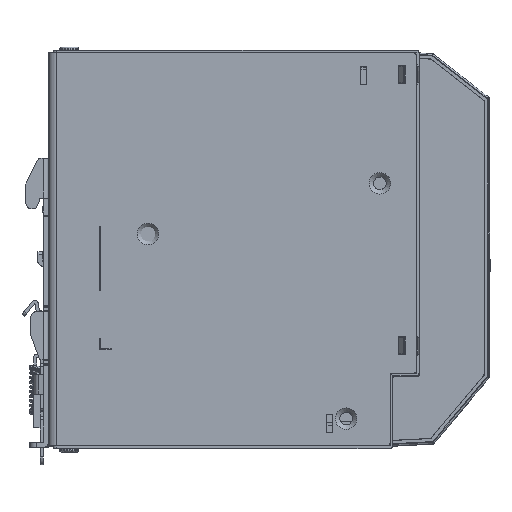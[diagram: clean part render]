
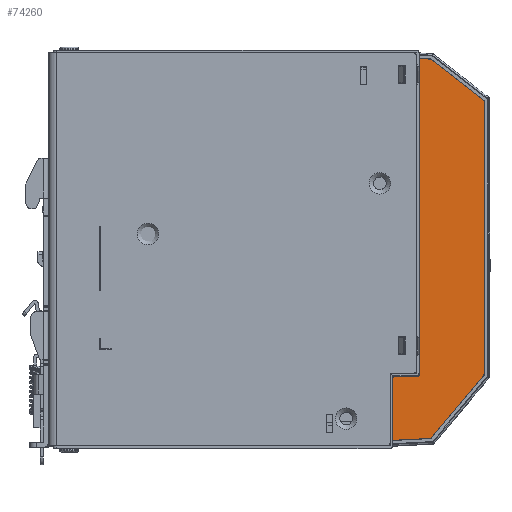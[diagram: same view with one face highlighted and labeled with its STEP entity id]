
A CAD part, top view. The second image highlights one B-rep face of the part: STEP entity #74260.
In plain terms, the highlighted planar face has unit normal (0, 0, 1).
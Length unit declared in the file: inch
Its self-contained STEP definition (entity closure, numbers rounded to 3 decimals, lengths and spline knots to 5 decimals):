
#802 = CARTESIAN_POINT ( 'NONE',  ( 4.22835, 0.79134, 0.00787 ) ) ;
#1153 = CARTESIAN_POINT ( 'NONE',  ( 5.32899, 0.81887, 0.00787 ) ) ;
#1620 = EDGE_CURVE ( 'NONE', #39572, #106394, #47970, .T. ) ;
#2548 = CARTESIAN_POINT ( 'NONE',  ( 4.68259, 0.04026, 0.00787 ) ) ;
#3627 = ORIENTED_EDGE ( 'NONE', *, *, #106036, .T. ) ;
#3830 = DIRECTION ( 'NONE',  ( 0., 0., 1. ) ) ;
#4539 = EDGE_CURVE ( 'NONE', #5623, #85572, #66670, .T. ) ;
#5623 = VERTEX_POINT ( 'NONE', #74051 ) ;
#6252 = DIRECTION ( 'NONE',  ( 0., 0., 1. ) ) ;
#8123 = CIRCLE ( 'NONE', #108250, 0.01796 ) ;
#9324 = DIRECTION ( 'NONE',  ( 1., 0., 0. ) ) ;
#10368 = DIRECTION ( 'NONE',  ( 0., 0., -1. ) ) ;
#10494 = DIRECTION ( 'NONE',  ( 0., 1., 0. ) ) ;
#10975 = VECTOR ( 'NONE', #73377, 39.37008 ) ;
#11937 = CARTESIAN_POINT ( 'NONE',  ( 4.67968, 4.6801, 0.00787 ) ) ;
#12115 = ORIENTED_EDGE ( 'NONE', *, *, #21290, .T. ) ;
#13538 = LINE ( 'NONE', #14646, #84021 ) ;
#13567 = DIRECTION ( 'NONE',  ( -1., 0., 0. ) ) ;
#13688 = CARTESIAN_POINT ( 'NONE',  ( 5.32899, 4.1663, 0.00787 ) ) ;
#14323 = DIRECTION ( 'NONE',  ( 0., 0., 1. ) ) ;
#14560 = CARTESIAN_POINT ( 'NONE',  ( 4.5315, 4.75984, 0.00787 ) ) ;
#14646 = CARTESIAN_POINT ( 'NONE',  ( 5.32205, 4.18048, 0.00787 ) ) ;
#14871 = DIRECTION ( 'NONE',  ( -1., 0., 0. ) ) ;
#18145 = VERTEX_POINT ( 'NONE', #30434 ) ;
#18151 = VERTEX_POINT ( 'NONE', #13688 ) ;
#18214 = CIRCLE ( 'NONE', #93424, 0.01969 ) ;
#18733 = CARTESIAN_POINT ( 'NONE',  ( 4.51181, 0.81102, 0.00787 ) ) ;
#21290 = EDGE_CURVE ( 'NONE', #23357, #62262, #13538, .T. ) ;
#23117 = DIRECTION ( 'NONE',  ( 0., 0., 1. ) ) ;
#23357 = VERTEX_POINT ( 'NONE', #107825 ) ;
#24736 = EDGE_CURVE ( 'NONE', #37664, #76682, #66331, .T. ) ;
#24968 = CARTESIAN_POINT ( 'NONE',  ( 4.5315, 4.6911, 0.00787 ) ) ;
#24976 = CARTESIAN_POINT ( 'NONE',  ( 4.22835, 0.77165, 0.00787 ) ) ;
#24994 = CARTESIAN_POINT ( 'NONE',  ( 4.51181, 0.79134, 0.00787 ) ) ;
#25146 = EDGE_CURVE ( 'NONE', #108488, #76682, #109187, .T. ) ;
#26061 = DIRECTION ( 'NONE',  ( 0., 0., 1. ) ) ;
#30434 = CARTESIAN_POINT ( 'NONE',  ( 5.3248, 0.80734, 0.00787 ) ) ;
#32619 = FACE_OUTER_BOUND ( 'NONE', #93820, .T. ) ;
#33220 = CARTESIAN_POINT ( 'NONE',  ( 4.66959, 4.68386, 0.00787 ) ) ;
#35577 = AXIS2_PLACEMENT_3D ( 'NONE', #39266, #6252, #13567 ) ;
#37664 = VERTEX_POINT ( 'NONE', #49869 ) ;
#38286 = VERTEX_POINT ( 'NONE', #24994 ) ;
#38426 = CARTESIAN_POINT ( 'NONE',  ( 4.66976, 0.03386, 0.00787 ) ) ;
#39266 = CARTESIAN_POINT ( 'NONE',  ( 5.31102, 0.81887, 0.00787 ) ) ;
#39420 = CIRCLE ( 'NONE', #42994, 0.01796 ) ;
#39572 = VERTEX_POINT ( 'NONE', #802 ) ;
#39604 = AXIS2_PLACEMENT_3D ( 'NONE', #91624, #14323, #14871 ) ;
#42737 = CIRCLE ( 'NONE', #35577, 0.01796 ) ;
#42994 = AXIS2_PLACEMENT_3D ( 'NONE', #64342, #106398, #98529 ) ;
#45059 = LINE ( 'NONE', #2548, #84768 ) ;
#45074 = CARTESIAN_POINT ( 'NONE',  ( 4.5315, 0.79134, 0.00787 ) ) ;
#47970 = CIRCLE ( 'NONE', #78392, 0.01969 ) ;
#48614 = ORIENTED_EDGE ( 'NONE', *, *, #4539, .T. ) ;
#48736 = DIRECTION ( 'NONE',  ( -0.789, 0.614, 0. ) ) ;
#48853 = CARTESIAN_POINT ( 'NONE',  ( 4.5315, 2.35039, 0.00787 ) ) ;
#49493 = EDGE_CURVE ( 'NONE', #18151, #23357, #64678, .T. ) ;
#49869 = CARTESIAN_POINT ( 'NONE',  ( 4.66959, 4.68386, 0.00787 ) ) ;
#51377 = ORIENTED_EDGE ( 'NONE', *, *, #24736, .T. ) ;
#52990 = CARTESIAN_POINT ( 'NONE',  ( 4.20866, 0.79134, 0.00787 ) ) ;
#56305 = LINE ( 'NONE', #99502, #94104 ) ;
#56376 = CARTESIAN_POINT ( 'NONE',  ( 4.66882, 0.05179, 0.00787 ) ) ;
#57283 = AXIS2_PLACEMENT_3D ( 'NONE', #48853, #23117, #99907 ) ;
#58944 = ORIENTED_EDGE ( 'NONE', *, *, #75274, .F. ) ;
#60223 = DIRECTION ( 'NONE',  ( -1., 0., 0. ) ) ;
#61000 = EDGE_CURVE ( 'NONE', #102845, #18145, #45059, .T. ) ;
#61075 = VECTOR ( 'NONE', #10494, 39.37008 ) ;
#61915 = CARTESIAN_POINT ( 'NONE',  ( 4.20866, 0.77165, 0.00787 ) ) ;
#62262 = VERTEX_POINT ( 'NONE', #11937 ) ;
#62434 = DIRECTION ( 'NONE',  ( -1., 0., 0. ) ) ;
#64342 = CARTESIAN_POINT ( 'NONE',  ( 4.66865, 4.66592, 0.00787 ) ) ;
#64678 = CIRCLE ( 'NONE', #39604, 0.01796 ) ;
#65535 = EDGE_CURVE ( 'NONE', #94935, #18151, #56305, .T. ) ;
#65730 = PLANE ( 'NONE',  #57283 ) ;
#66331 = LINE ( 'NONE', #33220, #70002 ) ;
#66670 = LINE ( 'NONE', #102509, #84063 ) ;
#67142 = VECTOR ( 'NONE', #9324, 39.37008 ) ;
#68050 = ORIENTED_EDGE ( 'NONE', *, *, #106417, .F. ) ;
#68605 = ORIENTED_EDGE ( 'NONE', *, *, #65535, .T. ) ;
#69218 = ORIENTED_EDGE ( 'NONE', *, *, #61000, .T. ) ;
#70002 = VECTOR ( 'NONE', #100516, 39.37008 ) ;
#71293 = EDGE_CURVE ( 'NONE', #18145, #94935, #42737, .T. ) ;
#73377 = DIRECTION ( 'NONE',  ( 0., 1., 0. ) ) ;
#74051 = CARTESIAN_POINT ( 'NONE',  ( 4.20866, 0.00969, 0.00787 ) ) ;
#74260 = ADVANCED_FACE ( 'NONE', ( #32619 ), #65730, .T. ) ;
#75274 = EDGE_CURVE ( 'NONE', #5623, #106394, #80522, .T. ) ;
#75635 = EDGE_CURVE ( 'NONE', #108488, #38286, #18214, .T. ) ;
#76682 = VERTEX_POINT ( 'NONE', #24968 ) ;
#77636 = LINE ( 'NONE', #45074, #67142 ) ;
#78392 = AXIS2_PLACEMENT_3D ( 'NONE', #24976, #26061, #60223 ) ;
#78958 = ORIENTED_EDGE ( 'NONE', *, *, #25146, .F. ) ;
#80522 = LINE ( 'NONE', #52990, #61075 ) ;
#80982 = EDGE_CURVE ( 'NONE', #62262, #37664, #39420, .T. ) ;
#83797 = DIRECTION ( 'NONE',  ( 0., 1., 0. ) ) ;
#84021 = VECTOR ( 'NONE', #48736, 39.37008 ) ;
#84063 = VECTOR ( 'NONE', #101400, 39.37008 ) ;
#84768 = VECTOR ( 'NONE', #96107, 39.37008 ) ;
#85572 = VERTEX_POINT ( 'NONE', #38426 ) ;
#88405 = ORIENTED_EDGE ( 'NONE', *, *, #80982, .T. ) ;
#91624 = CARTESIAN_POINT ( 'NONE',  ( 5.31102, 4.1663, 0.00787 ) ) ;
#93424 = AXIS2_PLACEMENT_3D ( 'NONE', #18733, #10368, #62434 ) ;
#93820 = EDGE_LOOP ( 'NONE', ( #12115, #88405, #51377, #78958, #106591, #68050, #110791, #58944, #48614, #3627, #69218, #95154, #68605, #96679 ) ) ;
#94104 = VECTOR ( 'NONE', #83797, 39.37008 ) ;
#94935 = VERTEX_POINT ( 'NONE', #1153 ) ;
#95154 = ORIENTED_EDGE ( 'NONE', *, *, #71293, .T. ) ;
#96107 = DIRECTION ( 'NONE',  ( 0.642, 0.767, 0. ) ) ;
#96679 = ORIENTED_EDGE ( 'NONE', *, *, #49493, .T. ) ;
#97925 = DIRECTION ( 'NONE',  ( -1., 0., 0. ) ) ;
#98529 = DIRECTION ( 'NONE',  ( -1., 0., 0. ) ) ;
#99502 = CARTESIAN_POINT ( 'NONE',  ( 5.32899, 2.35039, 0.00787 ) ) ;
#99793 = CARTESIAN_POINT ( 'NONE',  ( 4.68259, 0.04026, 0.00787 ) ) ;
#99907 = DIRECTION ( 'NONE',  ( 1., 0., 0. ) ) ;
#100516 = DIRECTION ( 'NONE',  ( -0.999, 0.052, 0. ) ) ;
#101400 = DIRECTION ( 'NONE',  ( 0.999, 0.052, 0. ) ) ;
#102509 = CARTESIAN_POINT ( 'NONE',  ( 4.20866, 0.00969, 0.00787 ) ) ;
#102845 = VERTEX_POINT ( 'NONE', #99793 ) ;
#106036 = EDGE_CURVE ( 'NONE', #85572, #102845, #8123, .T. ) ;
#106394 = VERTEX_POINT ( 'NONE', #61915 ) ;
#106398 = DIRECTION ( 'NONE',  ( 0., 0., 1. ) ) ;
#106417 = EDGE_CURVE ( 'NONE', #39572, #38286, #77636, .T. ) ;
#106591 = ORIENTED_EDGE ( 'NONE', *, *, #75635, .T. ) ;
#106761 = CARTESIAN_POINT ( 'NONE',  ( 4.5315, 0.81102, 0.00787 ) ) ;
#107825 = CARTESIAN_POINT ( 'NONE',  ( 5.32205, 4.18048, 0.00787 ) ) ;
#108250 = AXIS2_PLACEMENT_3D ( 'NONE', #56376, #3830, #97925 ) ;
#108488 = VERTEX_POINT ( 'NONE', #106761 ) ;
#109187 = LINE ( 'NONE', #14560, #10975 ) ;
#110791 = ORIENTED_EDGE ( 'NONE', *, *, #1620, .T. ) ;
